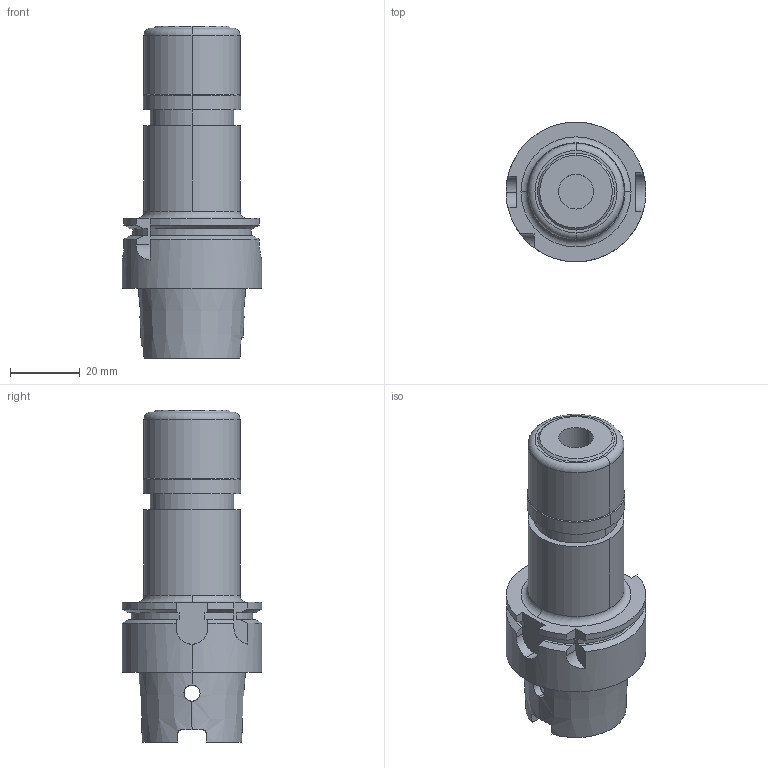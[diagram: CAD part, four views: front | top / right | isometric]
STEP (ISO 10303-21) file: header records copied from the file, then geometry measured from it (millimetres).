
FILE_DESCRIPTION (( 'STEP AP203' ), '1' );
FILE_NAME ('STP-071-763-010-075-1.STEP', '2021-06-02T10:52:08', ( '' ), ( '' ), 'SwSTEP 2.0', 'SolidWorks 2017', '' );
FILE_SCHEMA (( 'CONFIG_CONTROL_DESIGN' ));
Length unit declared in the file: millimetre
Products named in the file (1): STP-071-763-010-075-1
Bounding box: 40 x 40 x 95 mm (x, y, z)
Volume: 54600.9 mm3; surface area: 15329.7 mm2
Topology: 1 solids, 1 shells, 97 faces, 253 edges, 161 vertices
Faces by surface type: cylinder 38, plane 35, cone 16, torus 8
Entity records: 3426 total; most frequent: CARTESIAN_POINT 963, ORIENTED_EDGE 506, DIRECTION 501, EDGE_CURVE 253, AXIS2_PLACEMENT_3D 195, VERTEX_POINT 161, LINE 111, VECTOR 111
